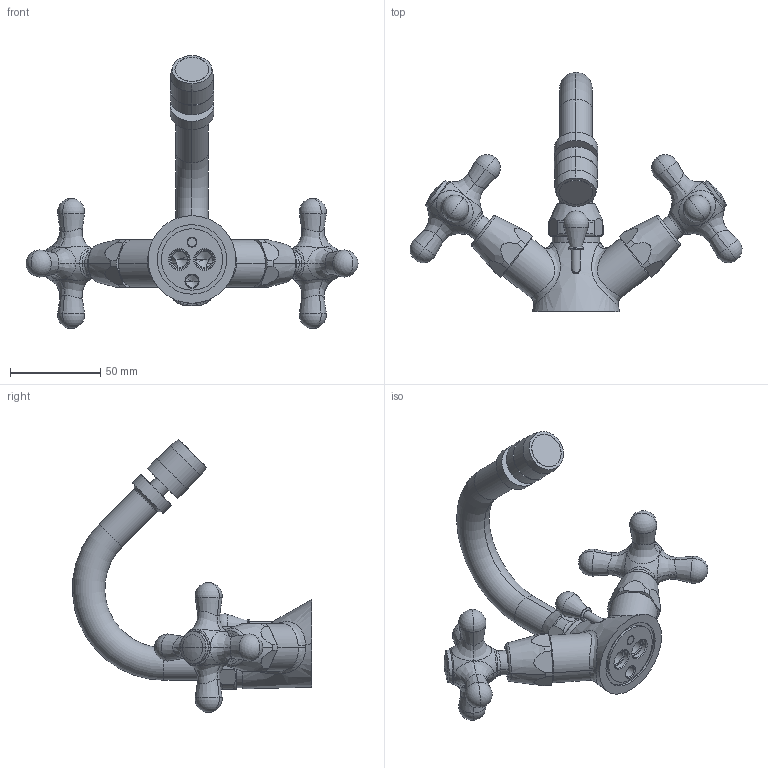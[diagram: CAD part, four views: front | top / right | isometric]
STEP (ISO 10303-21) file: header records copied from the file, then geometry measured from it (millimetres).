
FILE_DESCRIPTION((''),'2;1');
FILE_NAME('IRV137CR','2021-11-10T17:15:37',('ut3'),('PAFFONI SpA'),'CREO PARAMETRIC BY PTC INC, 2020044','CREO PARAMETRIC BY PTC INC, 2020044','');
FILE_SCHEMA(('CONFIG_CONTROL_DESIGN','SHAPE_APPEARANCE_LAYERS_GROUPS'));
Length unit declared in the file: millimetre
Products named in the file (1): IRV137CR
Bounding box: 183.9 x 132.42 x 151.19 mm (x, y, z)
Volume: 167210.7 mm3; surface area: 54133 mm2
Topology: 2 solids, 2 shells, 485 faces, 1131 edges, 659 vertices
Faces by surface type: plane 142, cylinder 116, cone 110, bspline 51, torus 48, sphere 18
Entity records: 22343 total; most frequent: CARTESIAN_POINT 8317, DIRECTION 2225, ORIENTED_EDGE 2202, EDGE_CURVE 1101, AXIS2_PLACEMENT_3D 922, VERTEX_POINT 659, EDGE_LOOP 530, CIRCLE 488
